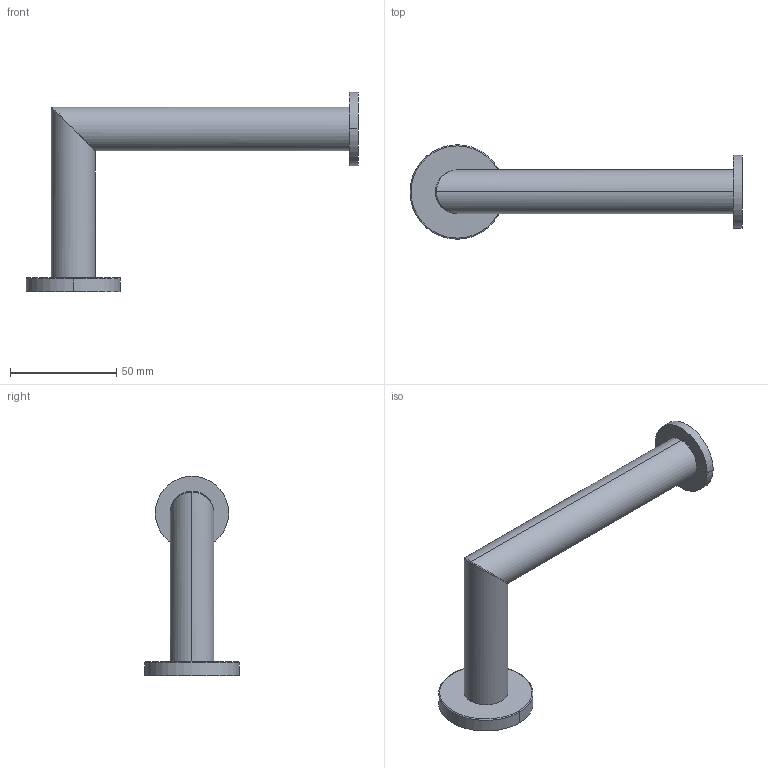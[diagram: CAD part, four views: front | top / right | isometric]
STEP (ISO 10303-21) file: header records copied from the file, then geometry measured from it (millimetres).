
FILE_DESCRIPTION((''),'2;1');
FILE_NAME('36-27','2021-01-28T17:30:13',('rsmith'),(''),'CREO PARAMETRIC BY PTC INC, 2018400','CREO PARAMETRIC BY PTC INC, 2018400','');
FILE_SCHEMA(('AUTOMOTIVE_DESIGN { 1 0 10303 214 1 1 1 1 }'));
Length unit declared in the file: inch
Products named in the file (1): 36-27
Bounding box: 156.22 x 44.45 x 93.86 mm (x, y, z)
Volume: 80469.6 mm3; surface area: 18554.9 mm2
Topology: 1 solids, 1 shells, 18 faces, 34 edges, 20 vertices
Faces by surface type: cylinder 8, plane 4, bspline 4, torus 2
Entity records: 1058 total; most frequent: CARTESIAN_POINT 400, COLOUR_RGB 146, DIRECTION 72, ORIENTED_EDGE 68, PRESENTATION_STYLE_ASSIGNMENT 35, STYLED_ITEM 35, CURVE_STYLE 34, EDGE_CURVE 34
